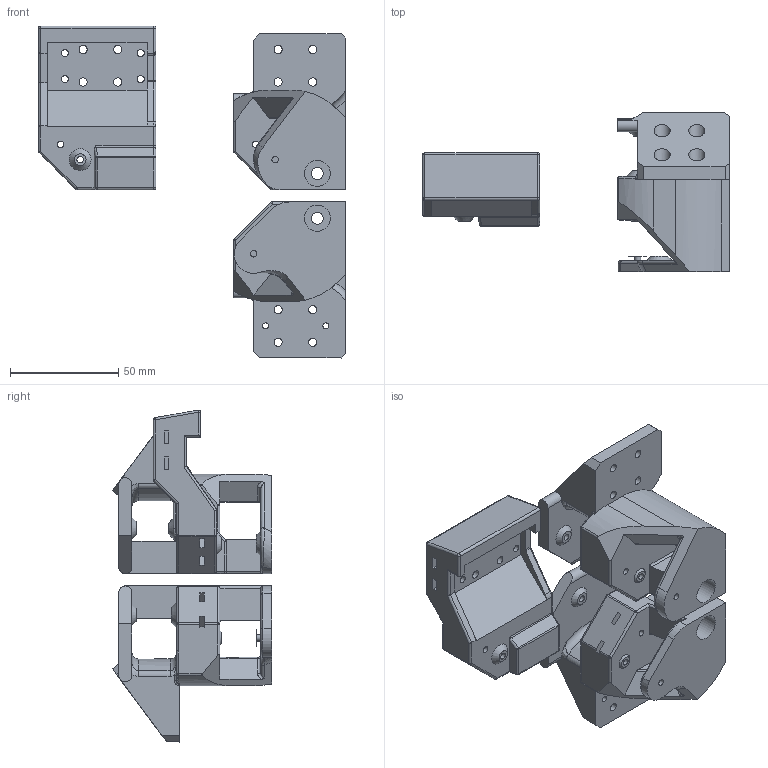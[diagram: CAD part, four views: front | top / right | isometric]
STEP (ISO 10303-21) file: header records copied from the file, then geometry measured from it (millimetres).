
FILE_DESCRIPTION(/* description */ (''),/* implementation_level */ '2;1');
FILE_NAME(/* name */ 'Left XY Carriage v9.step',/* time_stamp */ '2021-12-27T11:07:10-06:00',/* author */ (''),/* organization */ (''),/* preprocessor_version */ 'ST-DEVELOPER v18.1',/* originating_system */ 'Autodesk Translation Framework v10.10.0.1391',/* authorisation */ '');
FILE_SCHEMA (('AUTOMOTIVE_DESIGN { 1 0 10303 214 3 1 1 }'));
Length unit declared in the file: millimetre
Products named in the file (4): Left XY Carriage; Component1; Right XY Carriage v5; Component1(Mirror)
Assembly tree (3 placements, depth 2):
  Left XY Carriage
    Component1
    Right XY Carriage v5
    Component1(Mirror)
Bounding box: 141.61 x 73.5 x 153.22 mm (x, y, z)
Volume: 240706 mm3; surface area: 70671.9 mm2
Topology: 3 solids, 3 shells, 433 faces, 1059 edges, 654 vertices
Faces by surface type: plane 183, cylinder 174, bspline 30, sphere 22, torus 14, cone 10
Full cylindrical faces by diameter (mm): 2.8 x2, 3 x16, 3.3 x8, 3.8 x12, 4.7 x2, 5.5 x6, 7 x2, 7.5 x12, 12 x2
Entity records: 14162 total; most frequent: CARTESIAN_POINT 3575, DIRECTION 2207, ORIENTED_EDGE 2102, EDGE_CURVE 1051, AXIS2_PLACEMENT_3D 798, VERTEX_POINT 654, LINE 611, VECTOR 611
